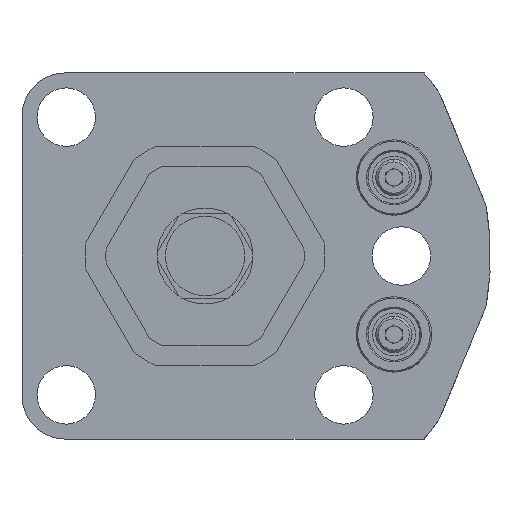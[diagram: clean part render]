
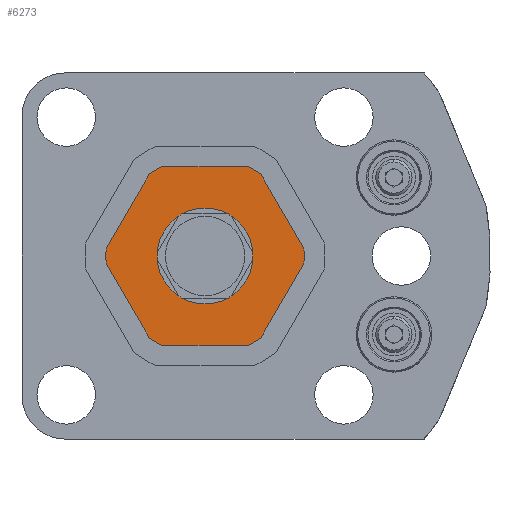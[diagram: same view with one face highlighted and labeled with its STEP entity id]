
A CAD part, left-side view. The second image highlights one B-rep face of the part: STEP entity #6273.
In plain terms, the highlighted planar face has unit normal (-1, 0, 0).
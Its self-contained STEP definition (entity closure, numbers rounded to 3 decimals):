
#2293=CARTESIAN_POINT('',(-44.267,0.,0.));
#2294=DIRECTION('',(-1.,0.,0.));
#2295=DIRECTION('',(0.,-0.997,-0.073));
#2296=AXIS2_PLACEMENT_3D('',#2293,#2294,#2295);
#2308=CARTESIAN_POINT('',(-44.267,0.,0.));
#2309=DIRECTION('',(-1.,0.,0.));
#2310=DIRECTION('',(0.,0.997,0.073));
#2311=AXIS2_PLACEMENT_3D('',#2308,#2309,#2310);
#2360=DIRECTION('',(0.,-0.5,-0.866));
#2361=VECTOR('',#2360,13.077);
#2362=CARTESIAN_POINT('',(-44.267,-8.422,12.412));
#2363=LINE('',#2362,#2361);
#2367=DIRECTION('',(0.,0.5,-0.866));
#2368=VECTOR('',#2367,13.077);
#2369=CARTESIAN_POINT('',(-44.267,-14.961,-1.088));
#2370=LINE('',#2369,#2368);
#2374=CARTESIAN_POINT('',(-44.267,0.,0.));
#2375=DIRECTION('',(-1.,0.,0.));
#2376=DIRECTION('',(0.,-0.436,-0.9));
#2377=AXIS2_PLACEMENT_3D('',#2374,#2375,#2376);
#2382=DIRECTION('',(0.,1.,0.));
#2383=VECTOR('',#2382,13.077);
#2384=CARTESIAN_POINT('',(-44.267,-6.538,-13.5));
#2385=LINE('',#2384,#2383);
#2389=CARTESIAN_POINT('',(-44.267,0.,0.));
#2390=DIRECTION('',(-1.,0.,0.));
#2391=DIRECTION('',(0.,0.561,-0.827));
#2392=AXIS2_PLACEMENT_3D('',#2389,#2390,#2391);
#2397=DIRECTION('',(0.,0.5,0.866));
#2398=VECTOR('',#2397,13.077);
#2399=CARTESIAN_POINT('',(-44.267,8.422,-12.412));
#2400=LINE('',#2399,#2398);
#2404=DIRECTION('',(0.,-0.5,0.866));
#2405=VECTOR('',#2404,13.077);
#2406=CARTESIAN_POINT('',(-44.267,14.961,1.088));
#2407=LINE('',#2406,#2405);
#2411=CARTESIAN_POINT('',(-44.267,0.,0.));
#2412=DIRECTION('',(1.,0.,0.));
#2413=DIRECTION('',(0.,0.561,0.827));
#2414=AXIS2_PLACEMENT_3D('',#2411,#2412,#2413);
#2419=DIRECTION('',(0.,-1.,0.));
#2420=VECTOR('',#2419,13.077);
#2421=CARTESIAN_POINT('',(-44.267,6.538,13.5));
#2422=LINE('',#2421,#2420);
#2426=CARTESIAN_POINT('',(-44.267,0.,0.));
#2427=DIRECTION('',(1.,0.,0.));
#2428=DIRECTION('',(0.,-0.436,0.9));
#2429=AXIS2_PLACEMENT_3D('',#2426,#2427,#2428);
#2434=CARTESIAN_POINT('',(-44.267,0.,0.));
#2435=DIRECTION('',(1.,0.,0.));
#2436=DIRECTION('',(0.,1.,0.));
#2437=AXIS2_PLACEMENT_3D('',#2434,#2435,#2436);
#2456=CARTESIAN_POINT('',(-44.267,0.,0.));
#2457=DIRECTION('',(-1.,0.,0.));
#2458=DIRECTION('',(0.,1.,0.));
#2459=AXIS2_PLACEMENT_3D('',#2456,#2457,#2458);
#4008=CARTESIAN_POINT('',(-44.267,1.7,0.));
#4010=VERTEX_POINT('',#4008);
#4012=CARTESIAN_POINT('',(-44.267,-1.7,0.));
#4014=VERTEX_POINT('',#4012);
#4104=CARTESIAN_POINT('',(-44.267,-8.422,12.412));
#4106=VERTEX_POINT('',#4104);
#4108=CARTESIAN_POINT('',(-44.267,-14.961,1.088));
#4110=VERTEX_POINT('',#4108);
#4112=CARTESIAN_POINT('',(-44.267,14.961,1.088));
#4114=VERTEX_POINT('',#4112);
#4116=CARTESIAN_POINT('',(-44.267,8.422,12.412));
#4118=VERTEX_POINT('',#4116);
#4120=CARTESIAN_POINT('',(-44.267,6.538,13.5));
#4122=VERTEX_POINT('',#4120);
#4124=CARTESIAN_POINT('',(-44.267,-6.538,13.5));
#4126=VERTEX_POINT('',#4124);
#4128=CARTESIAN_POINT('',(-44.267,-14.961,-1.088));
#4129=CARTESIAN_POINT('',(-44.267,-8.422,-12.412));
#4130=VERTEX_POINT('',#4128);
#4131=VERTEX_POINT('',#4129);
#4132=CARTESIAN_POINT('',(-44.267,-6.538,-13.5));
#4133=CARTESIAN_POINT('',(-44.267,6.538,-13.5));
#4134=VERTEX_POINT('',#4132);
#4135=VERTEX_POINT('',#4133);
#4136=CARTESIAN_POINT('',(-44.267,8.422,-12.412));
#4137=CARTESIAN_POINT('',(-44.267,14.961,-1.088));
#4138=VERTEX_POINT('',#4136);
#4139=VERTEX_POINT('',#4137);
#6243=CARTESIAN_POINT('',(-44.267,0.,0.));
#6244=DIRECTION('',(1.,0.,0.));
#6245=DIRECTION('',(0.,-1.,0.));
#6246=AXIS2_PLACEMENT_3D('',#6243,#6244,#6245);
#6247=PLANE('',#6246);
#6249=ORIENTED_EDGE('',*,*,#6248,.T.);
#6250=ORIENTED_EDGE('',*,*,#6193,.F.);
#6252=ORIENTED_EDGE('',*,*,#6251,.T.);
#6253=ORIENTED_EDGE('',*,*,#6165,.F.);
#6254=ORIENTED_EDGE('',*,*,#6235,.T.);
#6255=ORIENTED_EDGE('',*,*,#6150,.F.);
#6257=ORIENTED_EDGE('',*,*,#6256,.T.);
#6258=ORIENTED_EDGE('',*,*,#6205,.F.);
#6260=ORIENTED_EDGE('',*,*,#6259,.T.);
#6261=ORIENTED_EDGE('',*,*,#6225,.T.);
#6263=ORIENTED_EDGE('',*,*,#6262,.T.);
#6264=ORIENTED_EDGE('',*,*,#6177,.T.);
#6265=EDGE_LOOP('',(#6249,#6250,#6252,#6253,#6254,#6255,#6257,#6258,#6260,#6261,
#6263,#6264));
#6266=FACE_OUTER_BOUND('',#6265,.F.);
#6268=ORIENTED_EDGE('',*,*,#6267,.F.);
#6270=ORIENTED_EDGE('',*,*,#6269,.T.);
#6271=EDGE_LOOP('',(#6268,#6270));
#6272=FACE_BOUND('',#6271,.F.);
#2297=CIRCLE('',#2296,15.);
#2312=CIRCLE('',#2311,15.);
#2378=CIRCLE('',#2377,15.);
#2393=CIRCLE('',#2392,15.);
#2415=CIRCLE('',#2414,15.);
#2430=CIRCLE('',#2429,15.);
#2438=CIRCLE('',#2437,1.7);
#2460=CIRCLE('',#2459,1.7);
#6150=EDGE_CURVE('',#4138,#4135,#2393,.T.);
#6165=EDGE_CURVE('',#4134,#4131,#2378,.T.);
#6177=EDGE_CURVE('',#4126,#4106,#2430,.T.);
#6193=EDGE_CURVE('',#4130,#4110,#2297,.T.);
#6205=EDGE_CURVE('',#4114,#4139,#2312,.T.);
#6225=EDGE_CURVE('',#4118,#4122,#2415,.T.);
#6235=EDGE_CURVE('',#4134,#4135,#2385,.T.);
#6248=EDGE_CURVE('',#4106,#4110,#2363,.T.);
#6251=EDGE_CURVE('',#4130,#4131,#2370,.T.);
#6256=EDGE_CURVE('',#4138,#4139,#2400,.T.);
#6259=EDGE_CURVE('',#4114,#4118,#2407,.T.);
#6262=EDGE_CURVE('',#4122,#4126,#2422,.T.);
#6267=EDGE_CURVE('',#4010,#4014,#2438,.T.);
#6269=EDGE_CURVE('',#4010,#4014,#2460,.T.);
#6273=ADVANCED_FACE('',(#6266,#6272),#6247,.F.);
